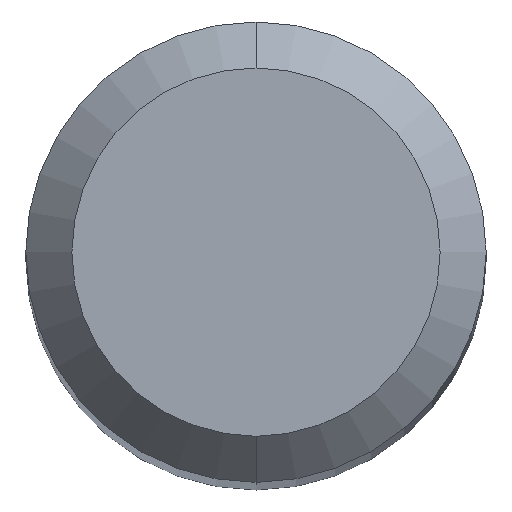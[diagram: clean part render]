
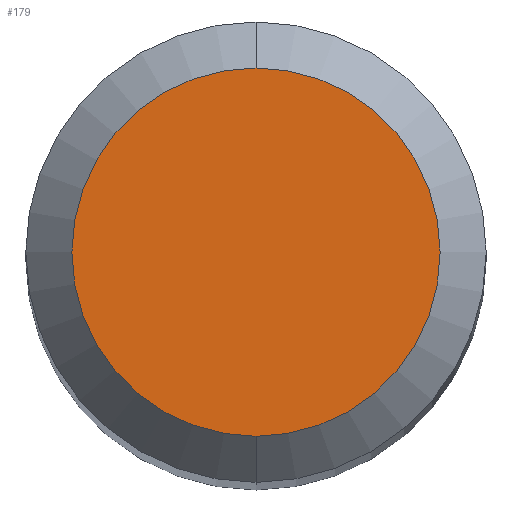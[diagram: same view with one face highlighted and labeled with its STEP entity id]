
A CAD part, top view. The second image highlights one B-rep face of the part: STEP entity #179.
In plain terms, the highlighted planar face has unit normal (0, 0, 1).
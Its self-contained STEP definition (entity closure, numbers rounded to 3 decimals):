
#179=ADVANCED_FACE('',(#487),#488,.T.);
#205=EDGE_CURVE('',#277,#237,#515,.T.);
#237=VERTEX_POINT('',#549);
#277=VERTEX_POINT('',#594);
#303=EDGE_CURVE('',#237,#277,#624,.T.);
#487=FACE_OUTER_BOUND('',#816,.T.);
#488=PLANE('',#817);
#515=CIRCLE('',#860,1.2);
#549=CARTESIAN_POINT('',(0.0,1.2,0.0));
#594=CARTESIAN_POINT('',(0.,-1.2,0.0));
#624=CIRCLE('',#1092,1.2);
#816=EDGE_LOOP('',(#1461,#1462));
#817=AXIS2_PLACEMENT_3D('',#1463,#1464,#1465);
#860=AXIS2_PLACEMENT_3D('',#1481,#1482,#1483);
#1092=AXIS2_PLACEMENT_3D('',#1615,#1616,#1617);
#1461=ORIENTED_EDGE('',*,*,#303,.F.);
#1462=ORIENTED_EDGE('',*,*,#205,.F.);
#1463=CARTESIAN_POINT('',(0.0,0.6,0.0));
#1464=DIRECTION('',(-0.0,0.0,1.0));
#1465=DIRECTION('',(0.0,-1.0,0.0));
#1481=CARTESIAN_POINT('',(0.0,0.0,0.0));
#1482=DIRECTION('',(0.0,0.0,-1.0));
#1483=DIRECTION('',(0.0,1.0,0.0));
#1615=CARTESIAN_POINT('',(0.0,0.0,0.0));
#1616=DIRECTION('',(0.0,0.0,-1.0));
#1617=DIRECTION('',(0.0,1.0,0.0));
